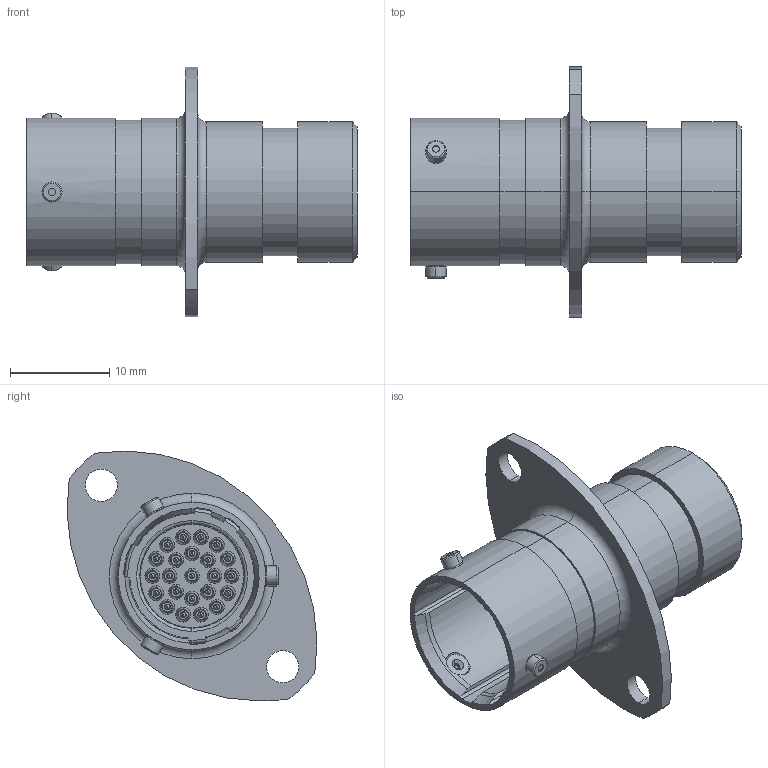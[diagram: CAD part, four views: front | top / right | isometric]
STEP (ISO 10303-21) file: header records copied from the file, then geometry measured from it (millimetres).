
FILE_DESCRIPTION (( 'STEP AP214' ), '1' );
FILE_NAME ('ASDD010-23PD.STEP', '2017-07-28T09:46:11', ( '' ), ( '' ), 'SwSTEP 2.0', 'SolidWorks 2015', '' );
FILE_SCHEMA (( 'AUTOMOTIVE_DESIGN' ));
Length unit declared in the file: inch
Products named in the file (1): ASDD010-23PD
Bounding box: 33.31 x 25.2 x 25.21 mm (x, y, z)
Volume: 3372 mm3; surface area: 5403.8 mm2
Topology: 1 solids, 25 shells, 1660 faces, 3685 edges, 2274 vertices
Faces by surface type: cylinder 671, plane 373, torus 300, cone 256, sphere 60
Entity records: 66898 total; most frequent: DIRECTION 9266, CARTESIAN_POINT 7892, ORIENTED_EDGE 7162, AXIS2_PLACEMENT_3D 4077, EDGE_CURVE 3581, CIRCLE 2416, VERTEX_POINT 2224, EDGE_LOOP 1967
